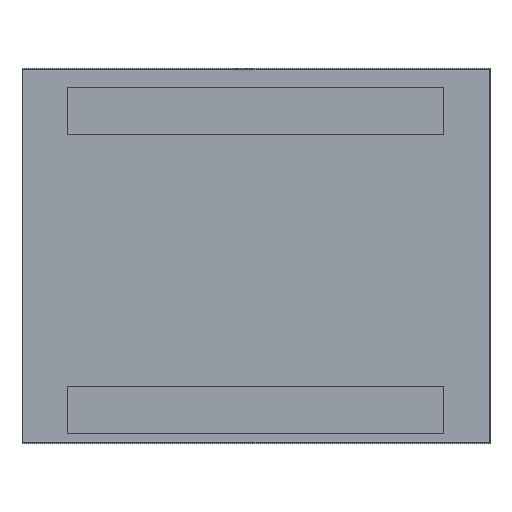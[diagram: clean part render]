
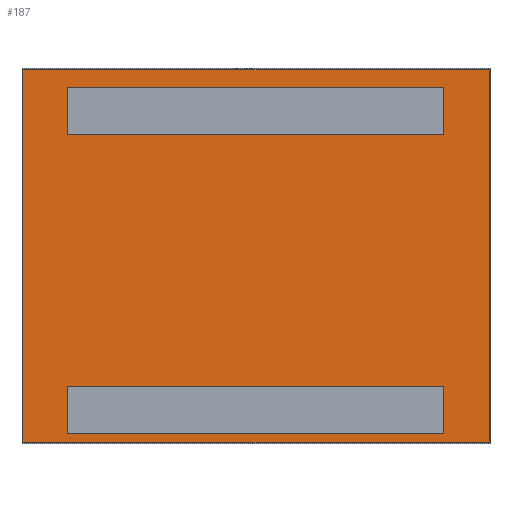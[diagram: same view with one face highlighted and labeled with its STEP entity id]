
A CAD part, top view. The second image highlights one B-rep face of the part: STEP entity #187.
In plain terms, the highlighted planar face has unit normal (0, 0, 1).
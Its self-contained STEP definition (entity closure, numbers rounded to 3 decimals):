
#179=AXIS2_PLACEMENT_3D('Plane Axis2P3D',#176,#177,#178) ;
#51=CARTESIAN_POINT('Vertex',(-123.7,99.05,6.)) ;
#65=CARTESIAN_POINT('Vertex',(-123.7,-99.05,6.)) ;
#68=CARTESIAN_POINT('Line Origine',(-123.7,0.,6.)) ;
#96=CARTESIAN_POINT('Vertex',(123.7,-99.05,6.)) ;
#99=CARTESIAN_POINT('Line Origine',(0.,-99.05,6.)) ;
#127=CARTESIAN_POINT('Vertex',(123.7,99.05,6.)) ;
#130=CARTESIAN_POINT('Line Origine',(123.7,0.,6.)) ;
#152=CARTESIAN_POINT('Line Origine',(0.,99.05,6.)) ;
#176=CARTESIAN_POINT('Axis2P3D Location',(0.,0.,6.)) ;
#69=DIRECTION('Vector Direction',(0.,-1.,0.)) ;
#100=DIRECTION('Vector Direction',(-1.,0.,0.)) ;
#131=DIRECTION('Vector Direction',(0.,1.,0.)) ;
#153=DIRECTION('Vector Direction',(1.,0.,0.)) ;
#177=DIRECTION('Axis2P3D Direction',(0.,0.,1.)) ;
#178=DIRECTION('Axis2P3D XDirection',(1.,0.,0.)) ;
#70=VECTOR('Line Direction',#69,1.) ;
#101=VECTOR('Line Direction',#100,1.) ;
#132=VECTOR('Line Direction',#131,1.) ;
#154=VECTOR('Line Direction',#153,1.) ;
#182=ORIENTED_EDGE('',*,*,#72,.T.) ;
#183=ORIENTED_EDGE('',*,*,#103,.T.) ;
#184=ORIENTED_EDGE('',*,*,#134,.T.) ;
#185=ORIENTED_EDGE('',*,*,#156,.T.) ;
#187=ADVANCED_FACE('Corps principal',(#186),#180,.T.) ;
#72=EDGE_CURVE('',#52,#66,#71,.T.) ;
#103=EDGE_CURVE('',#66,#97,#102,.F.) ;
#134=EDGE_CURVE('',#97,#128,#133,.T.) ;
#156=EDGE_CURVE('',#128,#52,#155,.F.) ;
#181=EDGE_LOOP('',(#182,#183,#184,#185)) ;
#186=FACE_OUTER_BOUND('',#181,.T.) ;
#71=LINE('Line',#68,#70) ;
#102=LINE('Line',#99,#101) ;
#133=LINE('Line',#130,#132) ;
#155=LINE('Line',#152,#154) ;
#180=PLANE('',#179) ;
#52=VERTEX_POINT('',#51) ;
#66=VERTEX_POINT('',#65) ;
#97=VERTEX_POINT('',#96) ;
#128=VERTEX_POINT('',#127) ;
